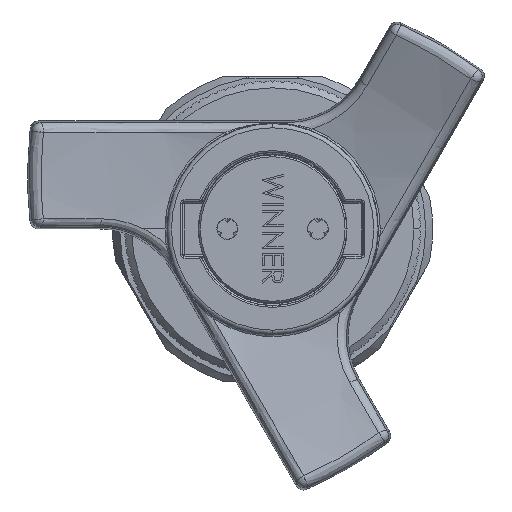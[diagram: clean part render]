
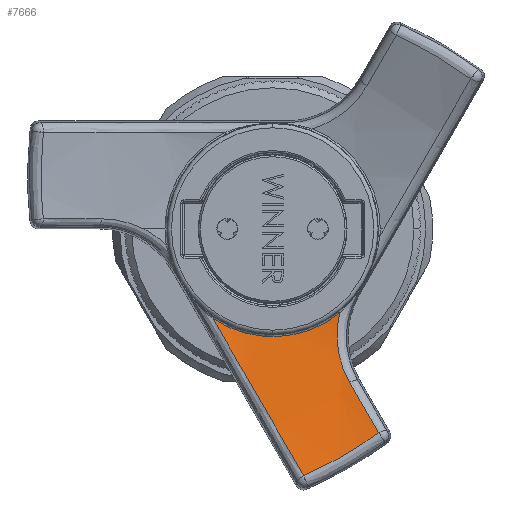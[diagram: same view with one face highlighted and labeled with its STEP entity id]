
A CAD part, left-side view. The second image highlights one B-rep face of the part: STEP entity #7666.
In plain terms, the highlighted spherical face has radius 70 mm.
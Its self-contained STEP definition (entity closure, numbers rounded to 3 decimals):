
#295 = DIRECTION ( 'NONE',  ( 0., 0., 1. ) ) ;
#297 = CARTESIAN_POINT ( 'NONE',  ( -116.07, 0., 0. ) ) ;
#300 = DIRECTION ( 'NONE',  ( 0., 1., 0. ) ) ;
#447 = CARTESIAN_POINT ( 'NONE',  ( -47.389, 6.131, -12.195 ) ) ;
#449 = CARTESIAN_POINT ( 'NONE',  ( -47.615, 5.21, -13.791 ) ) ;
#457 = CARTESIAN_POINT ( 'NONE',  ( -47.237, 7.053, -10.597 ) ) ;
#459 = CARTESIAN_POINT ( 'NONE',  ( -48.213, 3.385, -16.953 ) ) ;
#461 = CARTESIAN_POINT ( 'NONE',  ( -48.586, 2.478, -18.524 ) ) ;
#463 = CARTESIAN_POINT ( 'NONE',  ( -49.922, -0.22, -23.198 ) ) ;
#465 = CARTESIAN_POINT ( 'NONE',  ( -51.095, -1.971, -26.233 ) ) ;
#467 = CARTESIAN_POINT ( 'NONE',  ( -52.551, -3.676, -29.186 ) ) ;
#1627 = CARTESIAN_POINT ( 'NONE',  ( -50.607, -11.399, -22.149 ) ) ;
#1629 = CARTESIAN_POINT ( 'NONE',  ( -51.549, -12.52, -24.09 ) ) ;
#1640 = CARTESIAN_POINT ( 'NONE',  ( -49.782, -10.254, -20.167 ) ) ;
#1642 = CARTESIAN_POINT ( 'NONE',  ( -49.079, -9.091, -18.152 ) ) ;
#2218 = CARTESIAN_POINT ( 'NONE',  ( -52.551, -3.676, -29.186 ) ) ;
#2226 = CARTESIAN_POINT ( 'NONE',  ( -52.099, -6.783, -27.812 ) ) ;
#2232 = CARTESIAN_POINT ( 'NONE',  ( -51.764, -9.754, -26.103 ) ) ;
#2233 = CARTESIAN_POINT ( 'NONE',  ( -51.549, -12.52, -24.09 ) ) ;
#7666 = ADVANCED_FACE ( 'NONE', ( #31470 ), #31472, .F. ) ;
#14868 = CARTESIAN_POINT ( 'NONE',  ( -49.079, -9.091, -18.152 ) ) ;
#14872 = CARTESIAN_POINT ( 'NONE',  ( -47.237, -7.927, -9.961 ) ) ;
#14880 = CARTESIAN_POINT ( 'NONE',  ( -47.237, 7.053, -10.597 ) ) ;
#14886 = CARTESIAN_POINT ( 'NONE',  ( -52.551, -3.676, -29.186 ) ) ;
#14896 = CARTESIAN_POINT ( 'NONE',  ( -51.549, -12.52, -24.09 ) ) ;
#22301 = EDGE_CURVE ( 'NONE', #65631, #65643, #95697, .T. ) ;
#22441 = EDGE_CURVE ( 'NONE', #65626, #65631, #66629, .T. ) ;
#24991 = ORIENTED_EDGE ( 'NONE', *, *, #22441, .T. ) ;
#24992 = ORIENTED_EDGE ( 'NONE', *, *, #22301, .T. ) ;
#24993 = ORIENTED_EDGE ( 'NONE', *, *, #29715, .T. ) ;
#24994 = ORIENTED_EDGE ( 'NONE', *, *, #30615, .T. ) ;
#24995 = ORIENTED_EDGE ( 'NONE', *, *, #30148, .T. ) ;
#29715 = EDGE_CURVE ( 'NONE', #65643, #65652, #67167, .T. ) ;
#30148 = EDGE_CURVE ( 'NONE', #65692, #65626, #67494, .T. ) ;
#30615 = EDGE_CURVE ( 'NONE', #65652, #65692, #67430, .T. ) ;
#31470 = FACE_OUTER_BOUND ( 'NONE', #65570, .T. ) ;
#31472 = SPHERICAL_SURFACE ( 'NONE', #41789, 70. ) ;
#41789 = AXIS2_PLACEMENT_3D ( 'NONE', #297, #295, #300 ) ;
#65570 = EDGE_LOOP ( 'NONE', ( #24991, #24992, #24993, #24994, #24995 ) ) ;
#65626 = VERTEX_POINT ( 'NONE', #14868 ) ;
#65631 = VERTEX_POINT ( 'NONE', #14872 ) ;
#65643 = VERTEX_POINT ( 'NONE', #14880 ) ;
#65652 = VERTEX_POINT ( 'NONE', #14886 ) ;
#65692 = VERTEX_POINT ( 'NONE', #14896 ) ;
#66629 = B_SPLINE_CURVE_WITH_KNOTS ( 'NONE', 3,
 ( #105832, #105819, #105822, #105834, #105836, #105838, #105840, #105842, #105844, #105846, #105848, #105850, #105852, #105854 ),
 .UNSPECIFIED., .F., .F.,
 ( 4, 2, 2, 2, 2, 2, 4 ),
 ( 0., 0.002, 0.004, 0.005, 0.007, 0.008, 0.009 ),
 .UNSPECIFIED. ) ;
#67167 = B_SPLINE_CURVE_WITH_KNOTS ( 'NONE', 3,
 ( #457, #447, #449, #459, #461, #463, #465, #467 ),
 .UNSPECIFIED., .F., .F.,
 ( 4, 2, 2, 4 ),
 ( 0.007, 0.013, 0.018, 0.029 ),
 .UNSPECIFIED. ) ;
#67430 = B_SPLINE_CURVE_WITH_KNOTS ( 'NONE', 3,
 ( #2218, #2226, #2232, #2233 ),
 .UNSPECIFIED., .F., .F.,
 ( 4, 4 ),
 ( 0., 0.01 ),
 .UNSPECIFIED. ) ;
#67494 = B_SPLINE_CURVE_WITH_KNOTS ( 'NONE', 3,
 ( #1629, #1627, #1640, #1642 ),
 .UNSPECIFIED., .F., .F.,
 ( 4, 4 ),
 ( 0., 0.007 ),
 .UNSPECIFIED. ) ;
#95697 = CIRCLE ( 'NONE', #97724, 12.73 ) ;
#97724 = AXIS2_PLACEMENT_3D ( 'NONE', #105155, #105156, #105157 ) ;
#105155 = CARTESIAN_POINT ( 'NONE',  ( -47.237, 0., 0. ) ) ;
#105156 = DIRECTION ( 'NONE',  ( 1., 0., 0. ) ) ;
#105157 = DIRECTION ( 'NONE',  ( 0., 0., 1. ) ) ;
#105819 = CARTESIAN_POINT ( 'NONE',  ( -48.867, -8.741, -17.548 ) ) ;
#105822 = CARTESIAN_POINT ( 'NONE',  ( -48.666, -8.449, -16.908 ) ) ;
#105832 = CARTESIAN_POINT ( 'NONE',  ( -49.079, -9.091, -18.152 ) ) ;
#105834 = CARTESIAN_POINT ( 'NONE',  ( -48.294, -7.991, -15.592 ) ) ;
#105836 = CARTESIAN_POINT ( 'NONE',  ( -48.122, -7.824, -14.913 ) ) ;
#105838 = CARTESIAN_POINT ( 'NONE',  ( -47.885, -7.67, -13.86 ) ) ;
#105840 = CARTESIAN_POINT ( 'NONE',  ( -47.81, -7.636, -13.504 ) ) ;
#105842 = CARTESIAN_POINT ( 'NONE',  ( -47.669, -7.601, -12.795 ) ) ;
#105844 = CARTESIAN_POINT ( 'NONE',  ( -47.604, -7.601, -12.441 ) ) ;
#105846 = CARTESIAN_POINT ( 'NONE',  ( -47.483, -7.634, -11.732 ) ) ;
#105848 = CARTESIAN_POINT ( 'NONE',  ( -47.427, -7.668, -11.377 ) ) ;
#105850 = CARTESIAN_POINT ( 'NONE',  ( -47.325, -7.771, -10.668 ) ) ;
#105852 = CARTESIAN_POINT ( 'NONE',  ( -47.278, -7.84, -10.311 ) ) ;
#105854 = CARTESIAN_POINT ( 'NONE',  ( -47.237, -7.927, -9.961 ) ) ;
